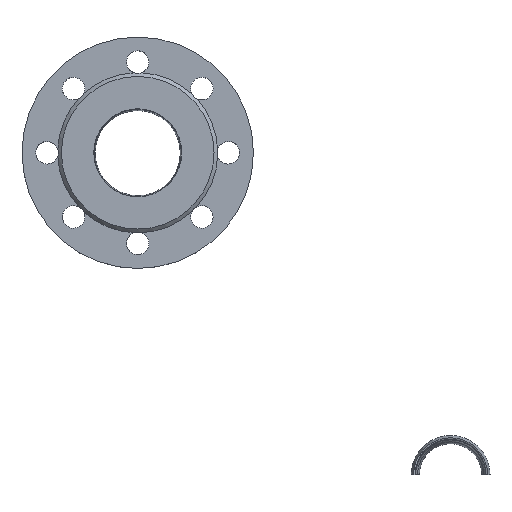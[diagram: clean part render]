
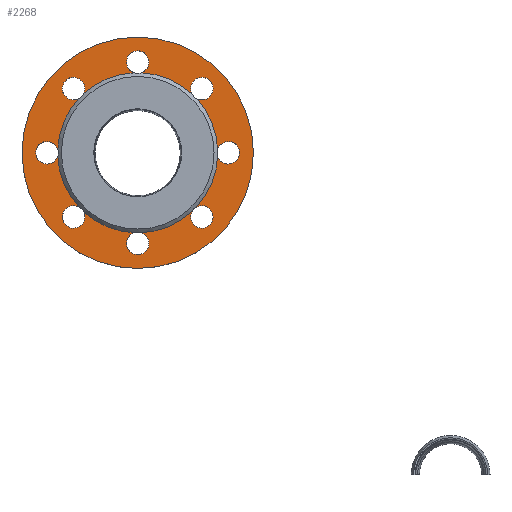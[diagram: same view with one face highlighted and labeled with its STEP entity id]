
A CAD part, top view. The second image highlights one B-rep face of the part: STEP entity #2268.
In plain terms, the highlighted planar face has unit normal (0, 0, 1).
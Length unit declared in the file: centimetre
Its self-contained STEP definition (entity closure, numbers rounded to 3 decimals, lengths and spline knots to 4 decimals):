
#21=FACE_BOUND('',#394,.T.);
#270=FACE_OUTER_BOUND('',#393,.T.);
#393=EDGE_LOOP('',(#2016));
#394=EDGE_LOOP('',(#2017,#2018,#2019,#2020,#2021,#2022,#2023,#2024,#2025,
#2026,#2027,#2028,#2029,#2030,#2031,#2032,#2033,#2034,#2035,#2036,#2037,
#2038));
#814=CIRCLE('',#2573,9.);
#815=CIRCLE('',#2574,9.);
#817=CIRCLE('',#2577,9.);
#818=CIRCLE('',#2578,9.);
#820=CIRCLE('',#2581,9.);
#821=CIRCLE('',#2582,9.);
#823=CIRCLE('',#2585,9.);
#824=CIRCLE('',#2586,9.);
#825=CIRCLE('',#2588,92.5);
#826=CIRCLE('',#2589,64.);
#827=CIRCLE('',#2590,9.);
#828=CIRCLE('',#2591,9.);
#829=CIRCLE('',#2592,64.);
#830=CIRCLE('',#2593,64.);
#831=CIRCLE('',#2594,9.);
#832=CIRCLE('',#2595,64.);
#833=CIRCLE('',#2596,64.);
#834=CIRCLE('',#2597,9.);
#835=CIRCLE('',#2598,9.);
#836=CIRCLE('',#2599,64.);
#837=CIRCLE('',#2600,64.);
#838=CIRCLE('',#2601,9.);
#839=CIRCLE('',#2602,64.);
#1048=VERTEX_POINT('',#4238);
#1049=VERTEX_POINT('',#4240);
#1050=VERTEX_POINT('',#4242);
#1052=VERTEX_POINT('',#4261);
#1053=VERTEX_POINT('',#4263);
#1054=VERTEX_POINT('',#4265);
#1056=VERTEX_POINT('',#4284);
#1057=VERTEX_POINT('',#4286);
#1058=VERTEX_POINT('',#4288);
#1060=VERTEX_POINT('',#4307);
#1061=VERTEX_POINT('',#4309);
#1062=VERTEX_POINT('',#4311);
#1063=VERTEX_POINT('',#4328);
#1064=VERTEX_POINT('',#4330);
#1065=VERTEX_POINT('',#4332);
#1066=VERTEX_POINT('',#4334);
#1067=VERTEX_POINT('',#4337);
#1068=VERTEX_POINT('',#4339);
#1069=VERTEX_POINT('',#4342);
#1070=VERTEX_POINT('',#4344);
#1071=VERTEX_POINT('',#4346);
#1072=VERTEX_POINT('',#4349);
#1073=VERTEX_POINT('',#4351);
#1373=EDGE_CURVE('',#1049,#1048,#814,.T.);
#1375=EDGE_CURVE('',#1048,#1050,#815,.T.);
#1378=EDGE_CURVE('',#1053,#1052,#817,.T.);
#1380=EDGE_CURVE('',#1052,#1054,#818,.T.);
#1383=EDGE_CURVE('',#1057,#1056,#820,.T.);
#1385=EDGE_CURVE('',#1056,#1058,#821,.T.);
#1388=EDGE_CURVE('',#1061,#1060,#823,.T.);
#1390=EDGE_CURVE('',#1060,#1062,#824,.T.);
#1391=EDGE_CURVE('',#1063,#1063,#825,.T.);
#1392=EDGE_CURVE('',#1050,#1064,#826,.T.);
#1393=EDGE_CURVE('',#1064,#1065,#827,.T.);
#1394=EDGE_CURVE('',#1065,#1066,#828,.T.);
#1395=EDGE_CURVE('',#1066,#1061,#829,.T.);
#1396=EDGE_CURVE('',#1062,#1067,#830,.T.);
#1397=EDGE_CURVE('',#1067,#1068,#831,.T.);
#1398=EDGE_CURVE('',#1068,#1053,#832,.T.);
#1399=EDGE_CURVE('',#1054,#1069,#833,.T.);
#1400=EDGE_CURVE('',#1069,#1070,#834,.T.);
#1401=EDGE_CURVE('',#1070,#1071,#835,.T.);
#1402=EDGE_CURVE('',#1071,#1057,#836,.T.);
#1403=EDGE_CURVE('',#1058,#1072,#837,.T.);
#1404=EDGE_CURVE('',#1072,#1073,#838,.T.);
#1405=EDGE_CURVE('',#1073,#1049,#839,.T.);
#2016=ORIENTED_EDGE('',*,*,#1391,.F.);
#2017=ORIENTED_EDGE('',*,*,#1373,.T.);
#2018=ORIENTED_EDGE('',*,*,#1375,.T.);
#2019=ORIENTED_EDGE('',*,*,#1392,.T.);
#2020=ORIENTED_EDGE('',*,*,#1393,.T.);
#2021=ORIENTED_EDGE('',*,*,#1394,.T.);
#2022=ORIENTED_EDGE('',*,*,#1395,.T.);
#2023=ORIENTED_EDGE('',*,*,#1388,.T.);
#2024=ORIENTED_EDGE('',*,*,#1390,.T.);
#2025=ORIENTED_EDGE('',*,*,#1396,.T.);
#2026=ORIENTED_EDGE('',*,*,#1397,.T.);
#2027=ORIENTED_EDGE('',*,*,#1398,.T.);
#2028=ORIENTED_EDGE('',*,*,#1378,.T.);
#2029=ORIENTED_EDGE('',*,*,#1380,.T.);
#2030=ORIENTED_EDGE('',*,*,#1399,.T.);
#2031=ORIENTED_EDGE('',*,*,#1400,.T.);
#2032=ORIENTED_EDGE('',*,*,#1401,.T.);
#2033=ORIENTED_EDGE('',*,*,#1402,.T.);
#2034=ORIENTED_EDGE('',*,*,#1383,.T.);
#2035=ORIENTED_EDGE('',*,*,#1385,.T.);
#2036=ORIENTED_EDGE('',*,*,#1403,.T.);
#2037=ORIENTED_EDGE('',*,*,#1404,.T.);
#2038=ORIENTED_EDGE('',*,*,#1405,.T.);
#2159=PLANE('',#2587);
#2268=ADVANCED_FACE('',(#270,#21),#2159,.T.);
#2573=AXIS2_PLACEMENT_3D('',#4241,#3289,#3290);
#2574=AXIS2_PLACEMENT_3D('',#4257,#3291,#3292);
#2577=AXIS2_PLACEMENT_3D('',#4264,#3298,#3299);
#2578=AXIS2_PLACEMENT_3D('',#4280,#3300,#3301);
#2581=AXIS2_PLACEMENT_3D('',#4287,#3307,#3308);
#2582=AXIS2_PLACEMENT_3D('',#4303,#3309,#3310);
#2585=AXIS2_PLACEMENT_3D('',#4310,#3316,#3317);
#2586=AXIS2_PLACEMENT_3D('',#4326,#3318,#3319);
#2587=AXIS2_PLACEMENT_3D('',#4327,#3320,#3321);
#2588=AXIS2_PLACEMENT_3D('',#4329,#3322,#3323);
#2589=AXIS2_PLACEMENT_3D('',#4331,#3324,#3325);
#2590=AXIS2_PLACEMENT_3D('',#4333,#3326,#3327);
#2591=AXIS2_PLACEMENT_3D('',#4335,#3328,#3329);
#2592=AXIS2_PLACEMENT_3D('',#4336,#3330,#3331);
#2593=AXIS2_PLACEMENT_3D('',#4338,#3332,#3333);
#2594=AXIS2_PLACEMENT_3D('',#4340,#3334,#3335);
#2595=AXIS2_PLACEMENT_3D('',#4341,#3336,#3337);
#2596=AXIS2_PLACEMENT_3D('',#4343,#3338,#3339);
#2597=AXIS2_PLACEMENT_3D('',#4345,#3340,#3341);
#2598=AXIS2_PLACEMENT_3D('',#4347,#3342,#3343);
#2599=AXIS2_PLACEMENT_3D('',#4348,#3344,#3345);
#2600=AXIS2_PLACEMENT_3D('',#4350,#3346,#3347);
#2601=AXIS2_PLACEMENT_3D('',#4352,#3348,#3349);
#2602=AXIS2_PLACEMENT_3D('',#4353,#3350,#3351);
#3289=DIRECTION('center_axis',(0.,0.,
-1.));
#3290=DIRECTION('ref_axis',(1.,0.,0.));
#3291=DIRECTION('center_axis',(0.,0.,
-1.));
#3292=DIRECTION('ref_axis',(1.,0.,0.));
#3298=DIRECTION('center_axis',(0.,0.,
-1.));
#3299=DIRECTION('ref_axis',(-1.,0.,0.));
#3300=DIRECTION('center_axis',(0.,0.,
-1.));
#3301=DIRECTION('ref_axis',(-1.,0.,0.));
#3307=DIRECTION('center_axis',(0.,0.,
-1.));
#3308=DIRECTION('ref_axis',(1.,0.,0.));
#3309=DIRECTION('center_axis',(0.,0.,
-1.));
#3310=DIRECTION('ref_axis',(1.,0.,0.));
#3316=DIRECTION('center_axis',(0.,0.,
-1.));
#3317=DIRECTION('ref_axis',(-1.,0.,0.));
#3318=DIRECTION('center_axis',(0.,0.,
-1.));
#3319=DIRECTION('ref_axis',(-1.,0.,0.));
#3320=DIRECTION('center_axis',(0.,0.,
1.));
#3321=DIRECTION('ref_axis',(0.,-1.,0.));
#3322=DIRECTION('center_axis',(0.,0.,
-1.));
#3323=DIRECTION('ref_axis',(1.,0.,0.));
#3324=DIRECTION('center_axis',(0.,0.,
-1.));
#3325=DIRECTION('ref_axis',(1.,0.,0.));
#3326=DIRECTION('center_axis',(0.,0.,
-1.));
#3327=DIRECTION('ref_axis',(-1.,0.,0.));
#3328=DIRECTION('center_axis',(0.,0.,
-1.));
#3329=DIRECTION('ref_axis',(-1.,0.,0.));
#3330=DIRECTION('center_axis',(0.,0.,
-1.));
#3331=DIRECTION('ref_axis',(1.,0.,0.));
#3332=DIRECTION('center_axis',(0.,0.,
-1.));
#3333=DIRECTION('ref_axis',(1.,0.,0.));
#3334=DIRECTION('center_axis',(0.,0.,
-1.));
#3335=DIRECTION('ref_axis',(-1.,0.,0.));
#3336=DIRECTION('center_axis',(0.,0.,
-1.));
#3337=DIRECTION('ref_axis',(1.,0.,0.));
#3338=DIRECTION('center_axis',(0.,0.,
-1.));
#3339=DIRECTION('ref_axis',(1.,0.,0.));
#3340=DIRECTION('center_axis',(0.,0.,
-1.));
#3341=DIRECTION('ref_axis',(1.,0.,0.));
#3342=DIRECTION('center_axis',(0.,0.,
-1.));
#3343=DIRECTION('ref_axis',(1.,0.,0.));
#3344=DIRECTION('center_axis',(0.,0.,
-1.));
#3345=DIRECTION('ref_axis',(1.,0.,0.));
#3346=DIRECTION('center_axis',(0.,0.,
-1.));
#3347=DIRECTION('ref_axis',(1.,0.,0.));
#3348=DIRECTION('center_axis',(0.,0.,
-1.));
#3349=DIRECTION('ref_axis',(1.,0.,0.));
#3350=DIRECTION('center_axis',(0.,0.,
-1.));
#3351=DIRECTION('ref_axis',(1.,0.,0.));
#4238=CARTESIAN_POINT('',(-110.4798,113.8317,81.6503));
#4240=CARTESIAN_POINT('',(-105.5682,121.8496,81.6503));
#4241=CARTESIAN_POINT('Origin',(-101.4798,113.8317,81.6503));
#4242=CARTESIAN_POINT('',(-109.4977,117.9201,81.6503));
#4257=CARTESIAN_POINT('Origin',(-101.4798,113.8317,81.6503));
#4261=CARTESIAN_POINT('',(-195.0103,216.3622,81.6503));
#4263=CARTESIAN_POINT('',(-199.922,208.3444,81.6503));
#4264=CARTESIAN_POINT('Origin',(-204.0103,216.3622,81.6503));
#4265=CARTESIAN_POINT('',(-195.9925,212.2739,81.6503));
#4280=CARTESIAN_POINT('Origin',(-204.0103,216.3622,81.6503));
#4284=CARTESIAN_POINT('',(-110.4798,216.3622,81.6503));
#4286=CARTESIAN_POINT('',(-109.4977,212.2739,81.6503));
#4287=CARTESIAN_POINT('Origin',(-101.4798,216.3622,81.6503));
#4288=CARTESIAN_POINT('',(-105.5682,208.3444,81.6503));
#4303=CARTESIAN_POINT('Origin',(-101.4798,216.3622,81.6503));
#4307=CARTESIAN_POINT('',(-195.0103,113.8317,81.6503));
#4309=CARTESIAN_POINT('',(-195.9925,117.9201,81.6503));
#4310=CARTESIAN_POINT('Origin',(-204.0103,113.8317,81.6503));
#4311=CARTESIAN_POINT('',(-199.922,121.8496,81.6503));
#4326=CARTESIAN_POINT('Origin',(-204.0103,113.8317,81.6503));
#4327=CARTESIAN_POINT('Origin',(-60.2451,165.097,81.6503));
#4328=CARTESIAN_POINT('',(-245.2451,165.097,81.6503));
#4329=CARTESIAN_POINT('Origin',(-152.7451,165.097,81.6503));
#4330=CARTESIAN_POINT('',(-149.9665,101.1573,81.6503));
#4331=CARTESIAN_POINT('Origin',(-152.7451,165.097,81.6503));
#4332=CARTESIAN_POINT('',(-143.7451,92.597,81.6503));
#4333=CARTESIAN_POINT('Origin',(-152.7451,92.597,81.6503));
#4334=CARTESIAN_POINT('',(-155.5236,101.1573,81.6503));
#4335=CARTESIAN_POINT('Origin',(-152.7451,92.597,81.6503));
#4336=CARTESIAN_POINT('Origin',(-152.7451,165.097,81.6503));
#4337=CARTESIAN_POINT('',(-216.6847,162.3184,81.6503));
#4338=CARTESIAN_POINT('Origin',(-152.7451,165.097,81.6503));
#4339=CARTESIAN_POINT('',(-216.6847,167.8756,81.6503));
#4340=CARTESIAN_POINT('Origin',(-225.2451,165.097,81.6503));
#4341=CARTESIAN_POINT('Origin',(-152.7451,165.097,81.6503));
#4342=CARTESIAN_POINT('',(-155.5236,229.0366,81.6503));
#4343=CARTESIAN_POINT('Origin',(-152.7451,165.097,81.6503));
#4344=CARTESIAN_POINT('',(-161.7451,237.597,81.6503));
#4345=CARTESIAN_POINT('Origin',(-152.7451,237.597,81.6503));
#4346=CARTESIAN_POINT('',(-149.9665,229.0366,81.6503));
#4347=CARTESIAN_POINT('Origin',(-152.7451,237.597,81.6503));
#4348=CARTESIAN_POINT('Origin',(-152.7451,165.097,81.6503));
#4349=CARTESIAN_POINT('',(-88.8054,167.8756,81.6503));
#4350=CARTESIAN_POINT('Origin',(-152.7451,165.097,81.6503));
#4351=CARTESIAN_POINT('',(-88.8054,162.3184,81.6503));
#4352=CARTESIAN_POINT('Origin',(-80.2451,165.097,81.6503));
#4353=CARTESIAN_POINT('Origin',(-152.7451,165.097,81.6503));
